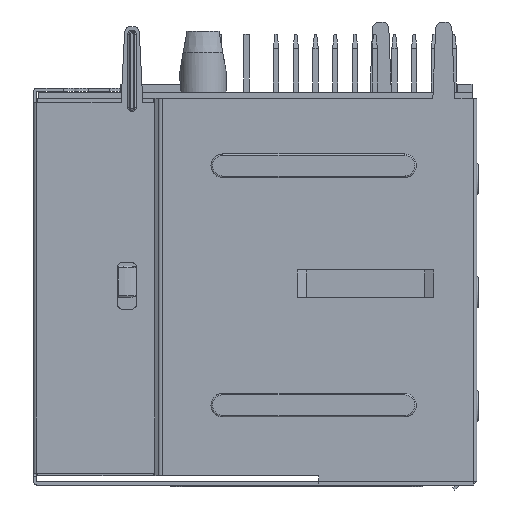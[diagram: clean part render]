
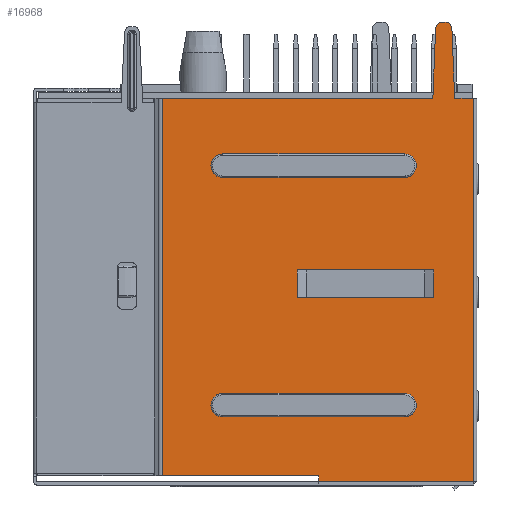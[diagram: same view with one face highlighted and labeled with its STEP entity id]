
A CAD part, left-side view. The second image highlights one B-rep face of the part: STEP entity #16968.
In plain terms, the highlighted planar face has unit normal (-1, 0, 0).
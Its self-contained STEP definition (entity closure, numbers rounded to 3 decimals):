
#1811=DIRECTION('',(0.,-1.,0.));
#1812=VECTOR('',#1811,17.415);
#1813=CARTESIAN_POINT('',(-8.605,-8.065,12.3));
#1814=LINE('',#1813,#1812);
#1836=DIRECTION('',(0.,0.,-1.));
#1837=VECTOR('',#1836,24.3);
#1838=CARTESIAN_POINT('',(-8.605,-8.065,12.3));
#1839=LINE('',#1838,#1837);
#1840=DIRECTION('',(0.,0.,-1.));
#1841=VECTOR('',#1840,0.35);
#1842=CARTESIAN_POINT('',(-8.605,-18.15,-12.));
#1843=LINE('',#1842,#1841);
#1844=DIRECTION('',(0.,-1.,0.));
#1845=VECTOR('',#1844,10.085);
#1846=CARTESIAN_POINT('',(-8.605,-8.065,-12.));
#1847=LINE('',#1846,#1845);
#1848=DIRECTION('',(0.,0.039,-0.999));
#1849=VECTOR('',#1848,4.471);
#1850=CARTESIAN_POINT('',(-8.605,-25.655,16.768));
#1851=LINE('',#1850,#1849);
#1852=CARTESIAN_POINT('',(-8.605,-26.105,16.75));
#1853=DIRECTION('',(-1.,0.,0.));
#1854=DIRECTION('',(0.,0.,1.));
#1855=AXIS2_PLACEMENT_3D('',#1852,#1853,#1854);
#1857=CARTESIAN_POINT('',(-8.605,-26.255,16.75));
#1858=DIRECTION('',(-1.,0.,0.));
#1859=DIRECTION('',(0.,-0.999,0.039));
#1860=AXIS2_PLACEMENT_3D('',#1857,#1858,#1859);
#1862=DIRECTION('',(0.,0.039,0.999));
#1863=VECTOR('',#1862,4.471);
#1864=CARTESIAN_POINT('',(-8.605,-26.88,12.3));
#1865=LINE('',#1864,#1863);
#1866=CARTESIAN_POINT('',(-8.605,-23.66,7.95));
#1867=DIRECTION('',(1.,0.,0.));
#1868=DIRECTION('',(0.,0.,1.));
#1869=AXIS2_PLACEMENT_3D('',#1866,#1867,#1868);
#1871=CARTESIAN_POINT('',(-8.605,-11.96,7.95));
#1872=DIRECTION('',(1.,0.,0.));
#1873=DIRECTION('',(0.,0.,-1.));
#1874=AXIS2_PLACEMENT_3D('',#1871,#1872,#1873);
#1876=CARTESIAN_POINT('',(-8.605,-23.66,-7.45));
#1877=DIRECTION('',(1.,0.,0.));
#1878=DIRECTION('',(0.,0.,1.));
#1879=AXIS2_PLACEMENT_3D('',#1876,#1877,#1878);
#1881=CARTESIAN_POINT('',(-8.605,-11.96,-7.45));
#1882=DIRECTION('',(1.,0.,0.));
#1883=DIRECTION('',(0.,0.,-1.));
#1884=AXIS2_PLACEMENT_3D('',#1881,#1882,#1883);
#1932=DIRECTION('',(0.,1.,0.));
#1933=VECTOR('',#1932,9.95);
#1934=CARTESIAN_POINT('',(-8.605,-28.1,-12.35));
#1935=LINE('',#1934,#1933);
#1953=DIRECTION('',(0.,0.,1.));
#1954=VECTOR('',#1953,24.65);
#1955=CARTESIAN_POINT('',(-8.605,-28.1,-12.35));
#1956=LINE('',#1955,#1954);
#10610=DIRECTION('',(0.,-1.,0.));
#10611=VECTOR('',#10610,1.22);
#10612=CARTESIAN_POINT('',(-8.605,-26.88,12.3));
#10613=LINE('',#10612,#10611);
#10622=DIRECTION('',(0.,-1.,0.));
#10623=VECTOR('',#10622,0.15);
#10624=CARTESIAN_POINT('',(-8.605,-26.105,17.2));
#10625=LINE('',#10624,#10623);
#10736=DIRECTION('',(0.,1.,0.));
#10737=VECTOR('',#10736,11.7);
#10738=CARTESIAN_POINT('',(-8.605,-23.66,7.19));
#10739=LINE('',#10738,#10737);
#10754=DIRECTION('',(0.,-1.,0.));
#10755=VECTOR('',#10754,11.7);
#10756=CARTESIAN_POINT('',(-8.605,-11.96,8.71));
#10757=LINE('',#10756,#10755);
#10792=DIRECTION('',(0.,1.,0.));
#10793=VECTOR('',#10792,11.7);
#10794=CARTESIAN_POINT('',(-8.605,-23.66,-8.21));
#10795=LINE('',#10794,#10793);
#10810=DIRECTION('',(0.,-1.,0.));
#10811=VECTOR('',#10810,11.7);
#10812=CARTESIAN_POINT('',(-8.605,-11.96,-6.69));
#10813=LINE('',#10812,#10811);
#10838=DIRECTION('',(0.,0.,-1.));
#10839=VECTOR('',#10838,1.8);
#10840=CARTESIAN_POINT('',(-8.605,-25.55,1.25));
#10841=LINE('',#10840,#10839);
#10854=DIRECTION('',(0.,1.,0.));
#10855=VECTOR('',#10854,8.8);
#10856=CARTESIAN_POINT('',(-8.605,-25.55,-0.55));
#10857=LINE('',#10856,#10855);
#10866=DIRECTION('',(0.,0.,1.));
#10867=VECTOR('',#10866,1.8);
#10868=CARTESIAN_POINT('',(-8.605,-16.75,-0.55));
#10869=LINE('',#10868,#10867);
#10886=DIRECTION('',(0.,-1.,0.));
#10887=VECTOR('',#10886,8.8);
#10888=CARTESIAN_POINT('',(-8.605,-16.75,1.25));
#10889=LINE('',#10888,#10887);
#10948=CARTESIAN_POINT('',(-8.605,-8.065,12.3));
#10949=VERTEX_POINT('',#10948);
#10952=CARTESIAN_POINT('',(-8.605,-8.065,-12.));
#10953=VERTEX_POINT('',#10952);
#11000=CARTESIAN_POINT('',(-8.605,-18.15,-12.));
#11001=VERTEX_POINT('',#11000);
#11002=CARTESIAN_POINT('',(-8.605,-18.15,-12.35));
#11003=VERTEX_POINT('',#11002);
#11004=CARTESIAN_POINT('',(-8.605,-25.48,12.3));
#11005=VERTEX_POINT('',#11004);
#11006=CARTESIAN_POINT('',(-8.605,-25.655,16.768));
#11007=VERTEX_POINT('',#11006);
#11008=CARTESIAN_POINT('',(-8.605,-26.105,17.2));
#11009=VERTEX_POINT('',#11008);
#11010=CARTESIAN_POINT('',(-8.605,-26.255,17.2));
#11011=VERTEX_POINT('',#11010);
#11012=CARTESIAN_POINT('',(-8.605,-26.705,16.768));
#11013=VERTEX_POINT('',#11012);
#11014=CARTESIAN_POINT('',(-8.605,-26.88,12.3));
#11015=VERTEX_POINT('',#11014);
#11016=CARTESIAN_POINT('',(-8.605,-28.1,12.3));
#11017=VERTEX_POINT('',#11016);
#11018=CARTESIAN_POINT('',(-8.605,-28.1,-12.35));
#11019=VERTEX_POINT('',#11018);
#11020=CARTESIAN_POINT('',(-8.605,-23.66,8.71));
#11021=CARTESIAN_POINT('',(-8.605,-23.66,7.19));
#11022=VERTEX_POINT('',#11020);
#11023=VERTEX_POINT('',#11021);
#11024=CARTESIAN_POINT('',(-8.605,-11.96,8.71));
#11025=VERTEX_POINT('',#11024);
#11026=CARTESIAN_POINT('',(-8.605,-11.96,7.19));
#11027=VERTEX_POINT('',#11026);
#11028=CARTESIAN_POINT('',(-8.605,-23.66,-6.69));
#11029=CARTESIAN_POINT('',(-8.605,-23.66,-8.21));
#11030=VERTEX_POINT('',#11028);
#11031=VERTEX_POINT('',#11029);
#11032=CARTESIAN_POINT('',(-8.605,-11.96,-6.69));
#11033=VERTEX_POINT('',#11032);
#11034=CARTESIAN_POINT('',(-8.605,-11.96,-8.21));
#11035=VERTEX_POINT('',#11034);
#11036=CARTESIAN_POINT('',(-8.605,-25.55,1.25));
#11037=CARTESIAN_POINT('',(-8.605,-25.55,-0.55));
#11038=VERTEX_POINT('',#11036);
#11039=VERTEX_POINT('',#11037);
#11040=CARTESIAN_POINT('',(-8.605,-16.75,1.25));
#11041=VERTEX_POINT('',#11040);
#11042=CARTESIAN_POINT('',(-8.605,-16.75,-0.55));
#11043=VERTEX_POINT('',#11042);
#16910=CARTESIAN_POINT('',(-8.605,-18.082,2.425));
#16911=DIRECTION('',(1.,0.,0.));
#16912=DIRECTION('',(0.,0.,1.));
#16913=AXIS2_PLACEMENT_3D('',#16910,#16911,#16912);
#16914=PLANE('',#16913);
#16916=ORIENTED_EDGE('',*,*,#16915,.F.);
#16917=ORIENTED_EDGE('',*,*,#16750,.F.);
#16918=ORIENTED_EDGE('',*,*,#16905,.F.);
#16919=ORIENTED_EDGE('',*,*,#16864,.T.);
#16921=ORIENTED_EDGE('',*,*,#16920,.F.);
#16923=ORIENTED_EDGE('',*,*,#16922,.F.);
#16925=ORIENTED_EDGE('',*,*,#16924,.T.);
#16927=ORIENTED_EDGE('',*,*,#16926,.F.);
#16929=ORIENTED_EDGE('',*,*,#16928,.F.);
#16931=ORIENTED_EDGE('',*,*,#16930,.T.);
#16933=ORIENTED_EDGE('',*,*,#16932,.F.);
#16935=ORIENTED_EDGE('',*,*,#16934,.T.);
#16936=EDGE_LOOP('',(#16916,#16917,#16918,#16919,#16921,#16923,#16925,#16927,
#16929,#16931,#16933,#16935));
#16937=FACE_OUTER_BOUND('',#16936,.F.);
#16939=ORIENTED_EDGE('',*,*,#16938,.F.);
#16941=ORIENTED_EDGE('',*,*,#16940,.F.);
#16943=ORIENTED_EDGE('',*,*,#16942,.F.);
#16945=ORIENTED_EDGE('',*,*,#16944,.F.);
#16946=EDGE_LOOP('',(#16939,#16941,#16943,#16945));
#16947=FACE_BOUND('',#16946,.F.);
#16949=ORIENTED_EDGE('',*,*,#16948,.F.);
#16951=ORIENTED_EDGE('',*,*,#16950,.F.);
#16953=ORIENTED_EDGE('',*,*,#16952,.F.);
#16955=ORIENTED_EDGE('',*,*,#16954,.F.);
#16956=EDGE_LOOP('',(#16949,#16951,#16953,#16955));
#16957=FACE_BOUND('',#16956,.F.);
#16959=ORIENTED_EDGE('',*,*,#16958,.F.);
#16961=ORIENTED_EDGE('',*,*,#16960,.F.);
#16963=ORIENTED_EDGE('',*,*,#16962,.F.);
#16965=ORIENTED_EDGE('',*,*,#16964,.F.);
#16966=EDGE_LOOP('',(#16959,#16961,#16963,#16965));
#16967=FACE_BOUND('',#16966,.F.);
#16968=ADVANCED_FACE('',(#16937,#16947,#16957,#16967),#16914,.F.);
#1856=CIRCLE('',#1855,0.45);
#1861=CIRCLE('',#1860,0.45);
#1870=CIRCLE('',#1869,0.76);
#1875=CIRCLE('',#1874,0.76);
#1880=CIRCLE('',#1879,0.76);
#1885=CIRCLE('',#1884,0.76);
#16750=EDGE_CURVE('',#10953,#11001,#1847,.T.);
#16864=EDGE_CURVE('',#10949,#11005,#1814,.T.);
#16905=EDGE_CURVE('',#10949,#10953,#1839,.T.);
#16915=EDGE_CURVE('',#11001,#11003,#1843,.T.);
#16920=EDGE_CURVE('',#11007,#11005,#1851,.T.);
#16922=EDGE_CURVE('',#11009,#11007,#1856,.T.);
#16924=EDGE_CURVE('',#11009,#11011,#10625,.T.);
#16926=EDGE_CURVE('',#11013,#11011,#1861,.T.);
#16928=EDGE_CURVE('',#11015,#11013,#1865,.T.);
#16930=EDGE_CURVE('',#11015,#11017,#10613,.T.);
#16932=EDGE_CURVE('',#11019,#11017,#1956,.T.);
#16934=EDGE_CURVE('',#11019,#11003,#1935,.T.);
#16938=EDGE_CURVE('',#11022,#11023,#1870,.T.);
#16940=EDGE_CURVE('',#11025,#11022,#10757,.T.);
#16942=EDGE_CURVE('',#11027,#11025,#1875,.T.);
#16944=EDGE_CURVE('',#11023,#11027,#10739,.T.);
#16948=EDGE_CURVE('',#11030,#11031,#1880,.T.);
#16950=EDGE_CURVE('',#11033,#11030,#10813,.T.);
#16952=EDGE_CURVE('',#11035,#11033,#1885,.T.);
#16954=EDGE_CURVE('',#11031,#11035,#10795,.T.);
#16958=EDGE_CURVE('',#11038,#11039,#10841,.T.);
#16960=EDGE_CURVE('',#11041,#11038,#10889,.T.);
#16962=EDGE_CURVE('',#11043,#11041,#10869,.T.);
#16964=EDGE_CURVE('',#11039,#11043,#10857,.T.);
